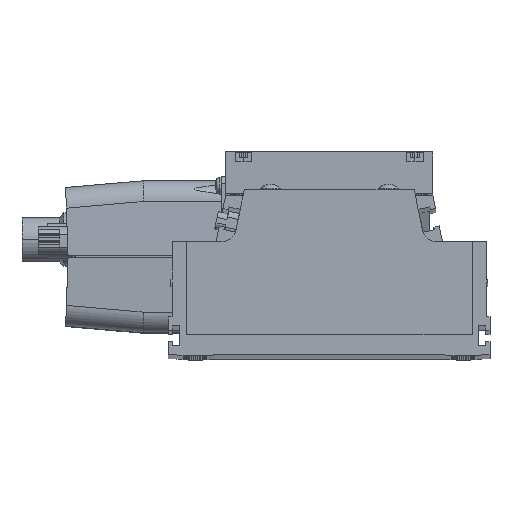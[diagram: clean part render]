
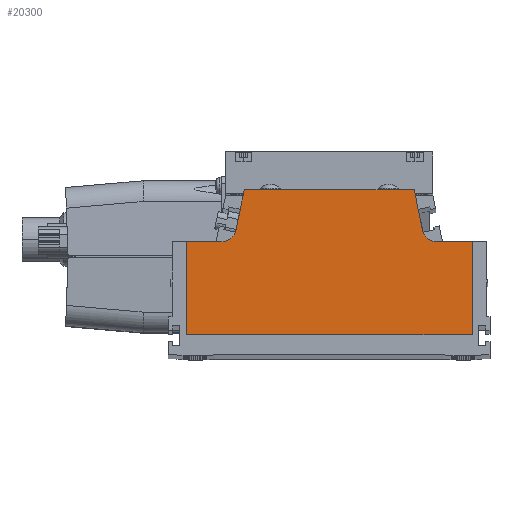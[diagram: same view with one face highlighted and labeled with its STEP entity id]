
A CAD part, top view. The second image highlights one B-rep face of the part: STEP entity #20300.
In plain terms, the highlighted planar face has unit normal (0, 0, 1).
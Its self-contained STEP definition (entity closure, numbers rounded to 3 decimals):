
#2 = ORIENTED_EDGE ( 'NONE', *, *, #27048, .F. ) ;
#390 = LINE ( 'NONE', #25782, #20916 ) ;
#751 = LINE ( 'NONE', #18966, #13245 ) ;
#913 = DIRECTION ( 'NONE',  ( -1., 0., 0. ) ) ;
#1387 = CARTESIAN_POINT ( 'NONE',  ( 40., 84.488, 722.5 ) ) ;
#1486 = EDGE_CURVE ( 'NONE', #16721, #4098, #390, .T. ) ;
#1674 = DIRECTION ( 'NONE',  ( 0., -1., 0. ) ) ;
#1870 = VECTOR ( 'NONE', #17767, 1000. ) ;
#1931 = CARTESIAN_POINT ( 'NONE',  ( -40., 3., 722.5 ) ) ;
#2588 = EDGE_CURVE ( 'NONE', #24077, #24468, #26741, .T. ) ;
#3409 = ORIENTED_EDGE ( 'NONE', *, *, #29233, .T. ) ;
#3676 = CARTESIAN_POINT ( 'NONE',  ( 23.784, 17.45, 722.5 ) ) ;
#3775 = CARTESIAN_POINT ( 'NONE',  ( 40., -23.13, 722.5 ) ) ;
#3825 = EDGE_CURVE ( 'NONE', #26907, #15005, #15518, .T. ) ;
#4090 = CIRCLE ( 'NONE', #23166, 4. ) ;
#4098 = VERTEX_POINT ( 'NONE', #3676 ) ;
#4316 = CARTESIAN_POINT ( 'NONE',  ( -40., -23.13, 722.5 ) ) ;
#4363 = DIRECTION ( 'NONE',  ( 0.204, -0.979, 0. ) ) ;
#5119 = VECTOR ( 'NONE', #24867, 1000. ) ;
#5131 = AXIS2_PLACEMENT_3D ( 'NONE', #16890, #7617, #913 ) ;
#5875 = EDGE_CURVE ( 'NONE', #15381, #7543, #11564, .T. ) ;
#5898 = AXIS2_PLACEMENT_3D ( 'NONE', #10056, #9913, #23961 ) ;
#5992 = LINE ( 'NONE', #1387, #10828 ) ;
#6393 = DIRECTION ( 'NONE',  ( 0.204, 0.979, 0. ) ) ;
#7177 = CARTESIAN_POINT ( 'NONE',  ( 30.049, 3., 722.5 ) ) ;
#7543 = VERTEX_POINT ( 'NONE', #7177 ) ;
#7617 = DIRECTION ( 'NONE',  ( 0., 0., -1. ) ) ;
#8896 = CARTESIAN_POINT ( 'NONE',  ( -40., -23.13, 722.5 ) ) ;
#9249 = CARTESIAN_POINT ( 'NONE',  ( -40., 3., 722.5 ) ) ;
#9282 = CARTESIAN_POINT ( 'NONE',  ( 23.784, 17.45, 722.5 ) ) ;
#9779 = DIRECTION ( 'NONE',  ( 1., 0., 0. ) ) ;
#9913 = DIRECTION ( 'NONE',  ( 0., 0., -1. ) ) ;
#10010 = PLANE ( 'NONE',  #5131 ) ;
#10056 = CARTESIAN_POINT ( 'NONE',  ( 30.049, 7., 722.5 ) ) ;
#10284 = CARTESIAN_POINT ( 'NONE',  ( -23.784, 17.45, 722.5 ) ) ;
#10645 = VERTEX_POINT ( 'NONE', #22963 ) ;
#10828 = VECTOR ( 'NONE', #1674, 1000. ) ;
#11564 = LINE ( 'NONE', #15898, #5119 ) ;
#13245 = VECTOR ( 'NONE', #6393, 1000. ) ;
#13347 = EDGE_CURVE ( 'NONE', #10645, #16721, #751, .T. ) ;
#13943 = ORIENTED_EDGE ( 'NONE', *, *, #18675, .T. ) ;
#14506 = CARTESIAN_POINT ( 'NONE',  ( -30.049, 3., 722.5 ) ) ;
#14891 = ORIENTED_EDGE ( 'NONE', *, *, #2588, .T. ) ;
#15005 = VERTEX_POINT ( 'NONE', #8896 ) ;
#15050 = ORIENTED_EDGE ( 'NONE', *, *, #27844, .T. ) ;
#15381 = VERTEX_POINT ( 'NONE', #23447 ) ;
#15518 = LINE ( 'NONE', #4316, #19014 ) ;
#15898 = CARTESIAN_POINT ( 'NONE',  ( -40., 3., 722.5 ) ) ;
#16721 = VERTEX_POINT ( 'NONE', #10284 ) ;
#16890 = CARTESIAN_POINT ( 'NONE',  ( -40., 84.488, 722.5 ) ) ;
#17702 = EDGE_LOOP ( 'NONE', ( #18385, #28678, #15050, #2, #18369, #18356, #13943, #14891, #3409, #27490 ) ) ;
#17767 = DIRECTION ( 'NONE',  ( -1., 0., 0. ) ) ;
#18356 = ORIENTED_EDGE ( 'NONE', *, *, #13347, .F. ) ;
#18369 = ORIENTED_EDGE ( 'NONE', *, *, #1486, .F. ) ;
#18385 = ORIENTED_EDGE ( 'NONE', *, *, #20102, .F. ) ;
#18535 = FACE_OUTER_BOUND ( 'NONE', #17702, .T. ) ;
#18675 = EDGE_CURVE ( 'NONE', #10645, #24077, #4090, .T. ) ;
#18787 = CIRCLE ( 'NONE', #5898, 4. ) ;
#18966 = CARTESIAN_POINT ( 'NONE',  ( -26.797, 3., 722.5 ) ) ;
#19014 = VECTOR ( 'NONE', #20150, 1000. ) ;
#19330 = CARTESIAN_POINT ( 'NONE',  ( -30.049, 7., 722.5 ) ) ;
#19800 = CARTESIAN_POINT ( 'NONE',  ( -40., 84.488, 722.5 ) ) ;
#20102 = EDGE_CURVE ( 'NONE', #15381, #26907, #5992, .T. ) ;
#20150 = DIRECTION ( 'NONE',  ( -1., 0., 0. ) ) ;
#20300 = ADVANCED_FACE ( 'NONE', ( #18535 ), #10010, .F. ) ;
#20916 = VECTOR ( 'NONE', #9779, 1000. ) ;
#21235 = VERTEX_POINT ( 'NONE', #29209 ) ;
#21608 = DIRECTION ( 'NONE',  ( 0., -1., 0. ) ) ;
#21930 = VECTOR ( 'NONE', #21608, 1000. ) ;
#22963 = CARTESIAN_POINT ( 'NONE',  ( -26.133, 6.184, 722.5 ) ) ;
#23166 = AXIS2_PLACEMENT_3D ( 'NONE', #19330, #26066, #28175 ) ;
#23447 = CARTESIAN_POINT ( 'NONE',  ( 40., 3., 722.5 ) ) ;
#23961 = DIRECTION ( 'NONE',  ( -1., 0., 0. ) ) ;
#24077 = VERTEX_POINT ( 'NONE', #14506 ) ;
#24468 = VERTEX_POINT ( 'NONE', #9249 ) ;
#24867 = DIRECTION ( 'NONE',  ( -1., 0., 0. ) ) ;
#25139 = LINE ( 'NONE', #9282, #27828 ) ;
#25782 = CARTESIAN_POINT ( 'NONE',  ( -23.784, 17.45, 722.5 ) ) ;
#26066 = DIRECTION ( 'NONE',  ( 0., 0., -1. ) ) ;
#26247 = LINE ( 'NONE', #19800, #21930 ) ;
#26741 = LINE ( 'NONE', #1931, #1870 ) ;
#26907 = VERTEX_POINT ( 'NONE', #3775 ) ;
#27048 = EDGE_CURVE ( 'NONE', #4098, #21235, #25139, .T. ) ;
#27490 = ORIENTED_EDGE ( 'NONE', *, *, #3825, .F. ) ;
#27828 = VECTOR ( 'NONE', #4363, 1000. ) ;
#27844 = EDGE_CURVE ( 'NONE', #7543, #21235, #18787, .T. ) ;
#28175 = DIRECTION ( 'NONE',  ( -1., 0., 0. ) ) ;
#28678 = ORIENTED_EDGE ( 'NONE', *, *, #5875, .T. ) ;
#29209 = CARTESIAN_POINT ( 'NONE',  ( 26.133, 6.184, 722.5 ) ) ;
#29233 = EDGE_CURVE ( 'NONE', #24468, #15005, #26247, .T. ) ;
